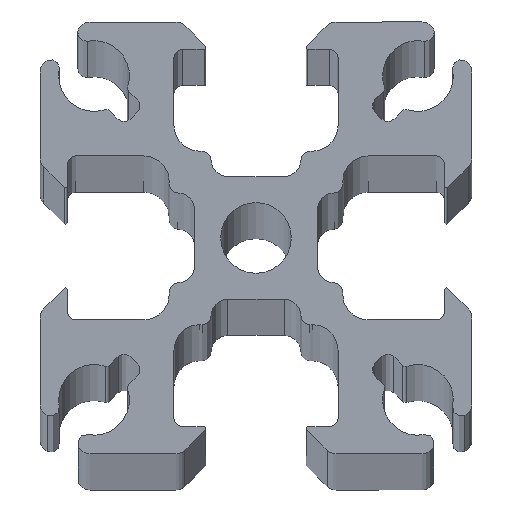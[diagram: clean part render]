
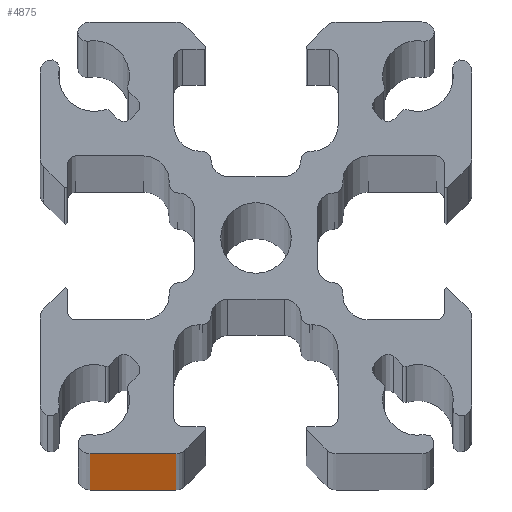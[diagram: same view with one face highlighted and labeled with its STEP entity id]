
A CAD part, top view. The second image highlights one B-rep face of the part: STEP entity #4875.
In plain terms, the highlighted planar face has unit normal (0, -1, 0).
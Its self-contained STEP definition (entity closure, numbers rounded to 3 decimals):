
#218 = CARTESIAN_POINT ( 'NONE',  ( -4.711, -12.7, 1219.2 ) ) ;
#235 = DIRECTION ( 'NONE',  ( 0., 0., 1. ) ) ;
#525 = ORIENTED_EDGE ( 'NONE', *, *, #1804, .T. ) ;
#547 = PLANE ( 'NONE',  #3133 ) ;
#570 = CARTESIAN_POINT ( 'NONE',  ( -9.759, -12.7, 1219.2 ) ) ;
#590 = EDGE_LOOP ( 'NONE', ( #1110, #525, #3178, #4810 ) ) ;
#877 = VERTEX_POINT ( 'NONE', #3577 ) ;
#962 = DIRECTION ( 'NONE',  ( -1., 0., 0. ) ) ;
#1057 = EDGE_CURVE ( 'NONE', #3370, #1855, #1592, .T. ) ;
#1110 = ORIENTED_EDGE ( 'NONE', *, *, #1164, .T. ) ;
#1164 = EDGE_CURVE ( 'NONE', #1855, #877, #2200, .T. ) ;
#1206 = CARTESIAN_POINT ( 'NONE',  ( -9.759, -12.7, 0. ) ) ;
#1377 = LINE ( 'NONE', #1932, #4624 ) ;
#1592 = LINE ( 'NONE', #570, #2842 ) ;
#1804 = EDGE_CURVE ( 'NONE', #877, #4975, #5139, .T. ) ;
#1820 = CARTESIAN_POINT ( 'NONE',  ( 12.7, -12.7, 1219.2 ) ) ;
#1855 = VERTEX_POINT ( 'NONE', #1206 ) ;
#1882 = CARTESIAN_POINT ( 'NONE',  ( -4.711, -12.7, 1219.2 ) ) ;
#1932 = CARTESIAN_POINT ( 'NONE',  ( 12.7, -12.7, 1219.2 ) ) ;
#2200 = LINE ( 'NONE', #4616, #5283 ) ;
#2842 = VECTOR ( 'NONE', #5128, 1000. ) ;
#3133 = AXIS2_PLACEMENT_3D ( 'NONE', #1820, #3513, #962 ) ;
#3178 = ORIENTED_EDGE ( 'NONE', *, *, #3248, .F. ) ;
#3248 = EDGE_CURVE ( 'NONE', #3370, #4975, #1377, .T. ) ;
#3369 = CARTESIAN_POINT ( 'NONE',  ( -9.759, -12.7, 1219.2 ) ) ;
#3370 = VERTEX_POINT ( 'NONE', #3369 ) ;
#3392 = DIRECTION ( 'NONE',  ( 1., 0., 0. ) ) ;
#3513 = DIRECTION ( 'NONE',  ( 0., 1., 0. ) ) ;
#3577 = CARTESIAN_POINT ( 'NONE',  ( -4.711, -12.7, 0. ) ) ;
#4029 = DIRECTION ( 'NONE',  ( 1., 0., 0. ) ) ;
#4083 = FACE_OUTER_BOUND ( 'NONE', #590, .T. ) ;
#4123 = VECTOR ( 'NONE', #235, 1000. ) ;
#4616 = CARTESIAN_POINT ( 'NONE',  ( 12.7, -12.7, 0. ) ) ;
#4624 = VECTOR ( 'NONE', #3392, 1000. ) ;
#4810 = ORIENTED_EDGE ( 'NONE', *, *, #1057, .T. ) ;
#4875 = ADVANCED_FACE ( 'NONE', ( #4083 ), #547, .F. ) ;
#4975 = VERTEX_POINT ( 'NONE', #1882 ) ;
#5128 = DIRECTION ( 'NONE',  ( 0., 0., -1. ) ) ;
#5139 = LINE ( 'NONE', #218, #4123 ) ;
#5283 = VECTOR ( 'NONE', #4029, 1000. ) ;
